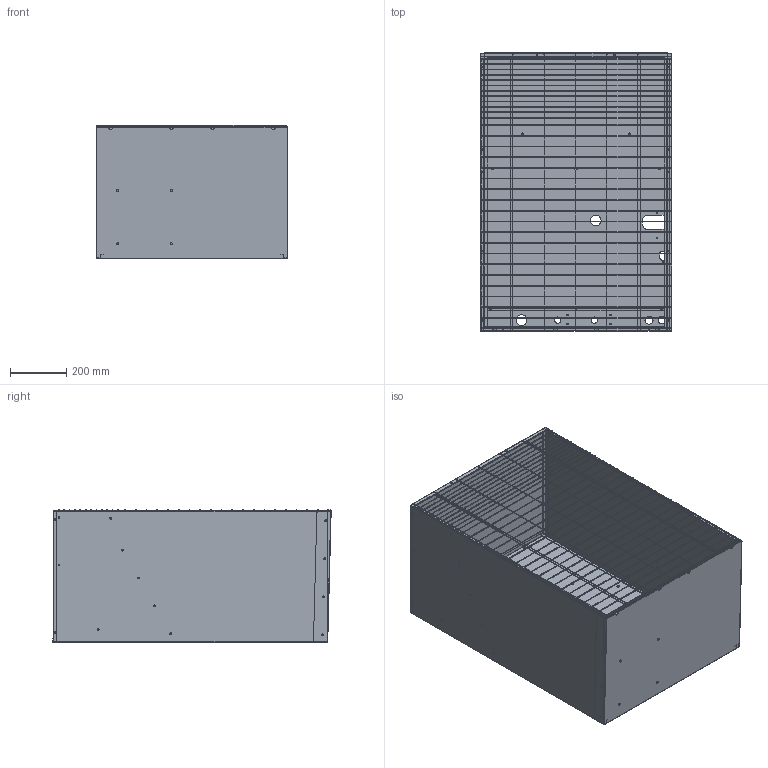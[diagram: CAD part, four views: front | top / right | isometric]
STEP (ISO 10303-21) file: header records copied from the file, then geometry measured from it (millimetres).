
FILE_DESCRIPTION (( 'STEP AP203' ), '1' );
FILE_NAME ('5000 UNIT.STEP', '2017-09-18T13:01:30', ( 'admin' ), ( 'Microsoft' ), 'SwSTEP 2.0', 'SolidWorks 2016', '' );
FILE_SCHEMA (( 'CONFIG_CONTROL_DESIGN' ));
Length unit declared in the file: inch
Products named in the file (1): 5000 UNIT
Bounding box: 682.53 x 989.98 x 474.42 mm (x, y, z)
Volume: 2270815.9 mm3; surface area: 5090811.3 mm2
Topology: 8 solids, 8 shells, 669 faces, 3295 edges, 2122 vertices
Faces by surface type: cylinder 365, plane 292, bspline 12
Entity records: 37768 total; most frequent: CARTESIAN_POINT 12503, ORIENTED_EDGE 6590, DIRECTION 4081, EDGE_CURVE 3295, VERTEX_POINT 2122, AXIS2_PLACEMENT_3D 1364, VECTOR 1353, LINE 1353
